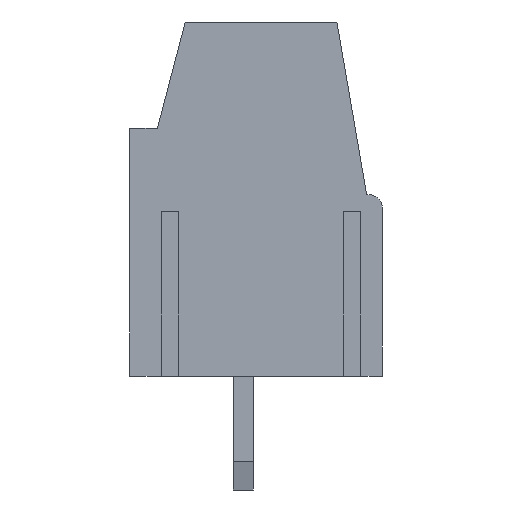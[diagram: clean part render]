
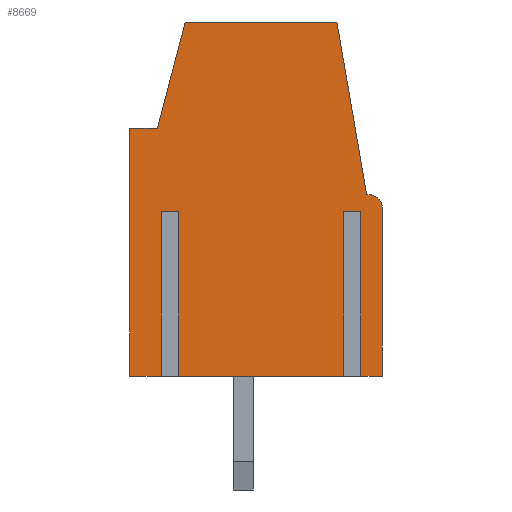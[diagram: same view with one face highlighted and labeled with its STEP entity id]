
A CAD part, left-side view. The second image highlights one B-rep face of the part: STEP entity #8669.
In plain terms, the highlighted planar face has unit normal (-1, 0, 0).
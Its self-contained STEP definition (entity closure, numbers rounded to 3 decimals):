
#139 = VERTEX_POINT ( 'NONE', #28933 ) ;
#297 = LINE ( 'NONE', #22917, #27227 ) ;
#400 = EDGE_CURVE ( 'NONE', #2128, #27353, #11667, .T. ) ;
#598 = EDGE_CURVE ( 'NONE', #23905, #27353, #21014, .T. ) ;
#603 = VECTOR ( 'NONE', #16316, 1000. ) ;
#738 = CARTESIAN_POINT ( 'NONE',  ( -7.62, 3.061, 6.5 ) ) ;
#1253 = ORIENTED_EDGE ( 'NONE', *, *, #13593, .T. ) ;
#1321 = ORIENTED_EDGE ( 'NONE', *, *, #20191, .F. ) ;
#1943 = CARTESIAN_POINT ( 'NONE',  ( -7.62, 5., 0. ) ) ;
#2128 = VERTEX_POINT ( 'NONE', #21230 ) ;
#2176 = EDGE_CURVE ( 'NONE', #21817, #9337, #26671, .T. ) ;
#2787 = CARTESIAN_POINT ( 'NONE',  ( -7.62, -4.374, 7.165 ) ) ;
#2951 = ORIENTED_EDGE ( 'NONE', *, *, #21954, .F. ) ;
#3330 = DIRECTION ( 'NONE',  ( 0., 0., -1. ) ) ;
#3477 = CARTESIAN_POINT ( 'NONE',  ( -7.62, -4.465, 6.638 ) ) ;
#3586 = LINE ( 'NONE', #15986, #4248 ) ;
#3778 = EDGE_CURVE ( 'NONE', #5762, #9337, #16290, .T. ) ;
#3856 = DIRECTION ( 'NONE',  ( 0., 0., -1. ) ) ;
#3949 = ORIENTED_EDGE ( 'NONE', *, *, #29285, .T. ) ;
#3990 = LINE ( 'NONE', #28246, #10889 ) ;
#4248 = VECTOR ( 'NONE', #30252, 1000. ) ;
#4406 = CARTESIAN_POINT ( 'NONE',  ( -7.62, 5., 0. ) ) ;
#4614 = AXIS2_PLACEMENT_3D ( 'NONE', #28704, #14617, #24046 ) ;
#4674 = DIRECTION ( 'NONE',  ( 0., 0., -1. ) ) ;
#4846 = CARTESIAN_POINT ( 'NONE',  ( -7.62, 6.052, 1.585 ) ) ;
#5362 = LINE ( 'NONE', #10661, #31437 ) ;
#5751 = CARTESIAN_POINT ( 'NONE',  ( -7.62, 0., 9.8 ) ) ;
#5762 = VERTEX_POINT ( 'NONE', #20711 ) ;
#6040 = DIRECTION ( 'NONE',  ( 1., 0., 0. ) ) ;
#6182 = VECTOR ( 'NONE', #3856, 1000. ) ;
#6270 = CARTESIAN_POINT ( 'NONE',  ( -7.62, -4.139, 7.666 ) ) ;
#6762 = VERTEX_POINT ( 'NONE', #30797 ) ;
#6778 = CARTESIAN_POINT ( 'NONE',  ( -7.62, 5., 14. ) ) ;
#8556 = CARTESIAN_POINT ( 'NONE',  ( -7.62, -4.139, 0. ) ) ;
#8588 = VECTOR ( 'NONE', #28615, 1000. ) ;
#8669 = ADVANCED_FACE ( 'NONE', ( #14464 ), #16506, .F. ) ;
#8986 = VERTEX_POINT ( 'NONE', #27859 ) ;
#9337 = VERTEX_POINT ( 'NONE', #12535 ) ;
#9388 = ORIENTED_EDGE ( 'NONE', *, *, #598, .F. ) ;
#9539 = VECTOR ( 'NONE', #19192, 1000. ) ;
#10015 = VERTEX_POINT ( 'NONE', #8556 ) ;
#10275 = LINE ( 'NONE', #5751, #11761 ) ;
#10661 = CARTESIAN_POINT ( 'NONE',  ( -7.62, 3.061, 6.5 ) ) ;
#10889 = VECTOR ( 'NONE', #21187, 1000. ) ;
#11014 = CARTESIAN_POINT ( 'NONE',  ( -7.62, 5., 9.8 ) ) ;
#11062 = ORIENTED_EDGE ( 'NONE', *, *, #28304, .T. ) ;
#11155 = ORIENTED_EDGE ( 'NONE', *, *, #400, .T. ) ;
#11175 = EDGE_CURVE ( 'NONE', #5762, #8986, #16942, .T. ) ;
#11621 = DIRECTION ( 'NONE',  ( 0., -0.253, 0.967 ) ) ;
#11667 = LINE ( 'NONE', #4406, #603 ) ;
#11761 = VECTOR ( 'NONE', #29863, 1000. ) ;
#11778 = CIRCLE ( 'NONE', #15886, 0.535 ) ;
#11806 = CARTESIAN_POINT ( 'NONE',  ( -7.62, -3.461, 7.666 ) ) ;
#11988 = EDGE_CURVE ( 'NONE', #14525, #2128, #21240, .T. ) ;
#12426 = VERTEX_POINT ( 'NONE', #2787 ) ;
#12535 = CARTESIAN_POINT ( 'NONE',  ( -7.62, -3.461, 0. ) ) ;
#13260 = ORIENTED_EDGE ( 'NONE', *, *, #23130, .F. ) ;
#13593 = EDGE_CURVE ( 'NONE', #22601, #21817, #22308, .T. ) ;
#14464 = FACE_OUTER_BOUND ( 'NONE', #28805, .T. ) ;
#14525 = VERTEX_POINT ( 'NONE', #11014 ) ;
#14617 = DIRECTION ( 'NONE',  ( 1., 0., 0. ) ) ;
#14915 = ORIENTED_EDGE ( 'NONE', *, *, #19427, .F. ) ;
#15193 = DIRECTION ( 'NONE',  ( 0., -1., 0. ) ) ;
#15205 = VERTEX_POINT ( 'NONE', #20008 ) ;
#15458 = CARTESIAN_POINT ( 'NONE',  ( -7.62, -3.2, 14. ) ) ;
#15696 = EDGE_CURVE ( 'NONE', #139, #6762, #23968, .T. ) ;
#15770 = CARTESIAN_POINT ( 'NONE',  ( -7.62, -5., 0. ) ) ;
#15886 = AXIS2_PLACEMENT_3D ( 'NONE', #3477, #6040, #23083 ) ;
#15986 = CARTESIAN_POINT ( 'NONE',  ( -7.62, 5., 0. ) ) ;
#16290 = LINE ( 'NONE', #11806, #9539 ) ;
#16316 = DIRECTION ( 'NONE',  ( 0., -1., 0. ) ) ;
#16333 = VECTOR ( 'NONE', #19164, 1000. ) ;
#16414 = LINE ( 'NONE', #6270, #6182 ) ;
#16506 = PLANE ( 'NONE',  #4614 ) ;
#16574 = DIRECTION ( 'NONE',  ( 0., -0.169, -0.986 ) ) ;
#16779 = CARTESIAN_POINT ( 'NONE',  ( -7.62, -4.139, 6.5 ) ) ;
#16893 = CARTESIAN_POINT ( 'NONE',  ( -7.62, 3.061, 7.666 ) ) ;
#16942 = LINE ( 'NONE', #16779, #25913 ) ;
#17075 = CARTESIAN_POINT ( 'NONE',  ( -7.62, 3.739, 0. ) ) ;
#18570 = ORIENTED_EDGE ( 'NONE', *, *, #25332, .F. ) ;
#18771 = DIRECTION ( 'NONE',  ( 0., 0., -1. ) ) ;
#19164 = DIRECTION ( 'NONE',  ( 0., -1., 0. ) ) ;
#19192 = DIRECTION ( 'NONE',  ( 0., 0., -1. ) ) ;
#19427 = EDGE_CURVE ( 'NONE', #12426, #15205, #11778, .T. ) ;
#20008 = CARTESIAN_POINT ( 'NONE',  ( -7.62, -5., 6.638 ) ) ;
#20191 = EDGE_CURVE ( 'NONE', #15205, #22920, #297, .T. ) ;
#20296 = ORIENTED_EDGE ( 'NONE', *, *, #15696, .F. ) ;
#20529 = ORIENTED_EDGE ( 'NONE', *, *, #3778, .F. ) ;
#20711 = CARTESIAN_POINT ( 'NONE',  ( -7.62, -3.461, 6.5 ) ) ;
#21014 = LINE ( 'NONE', #28893, #31356 ) ;
#21187 = DIRECTION ( 'NONE',  ( 0., -1., 0. ) ) ;
#21230 = CARTESIAN_POINT ( 'NONE',  ( -7.62, 5., 0. ) ) ;
#21240 = LINE ( 'NONE', #6778, #8588 ) ;
#21817 = VERTEX_POINT ( 'NONE', #22686 ) ;
#21954 = EDGE_CURVE ( 'NONE', #28487, #12426, #24106, .T. ) ;
#22029 = ORIENTED_EDGE ( 'NONE', *, *, #11175, .T. ) ;
#22308 = LINE ( 'NONE', #16893, #30185 ) ;
#22601 = VERTEX_POINT ( 'NONE', #738 ) ;
#22686 = CARTESIAN_POINT ( 'NONE',  ( -7.62, 3.061, 0. ) ) ;
#22892 = VECTOR ( 'NONE', #16574, 1000. ) ;
#22917 = CARTESIAN_POINT ( 'NONE',  ( -7.62, -5., 14. ) ) ;
#22920 = VERTEX_POINT ( 'NONE', #15770 ) ;
#23083 = DIRECTION ( 'NONE',  ( 0., 0., -1. ) ) ;
#23130 = EDGE_CURVE ( 'NONE', #14525, #139, #10275, .T. ) ;
#23190 = VECTOR ( 'NONE', #11621, 1000. ) ;
#23905 = VERTEX_POINT ( 'NONE', #26420 ) ;
#23968 = LINE ( 'NONE', #4846, #23190 ) ;
#24003 = DIRECTION ( 'NONE',  ( 0., -1., 0. ) ) ;
#24046 = DIRECTION ( 'NONE',  ( 0., 1., 0. ) ) ;
#24106 = LINE ( 'NONE', #28776, #22892 ) ;
#24468 = ORIENTED_EDGE ( 'NONE', *, *, #26111, .T. ) ;
#25332 = EDGE_CURVE ( 'NONE', #6762, #28487, #3990, .T. ) ;
#25660 = ORIENTED_EDGE ( 'NONE', *, *, #11988, .T. ) ;
#25913 = VECTOR ( 'NONE', #24003, 1000. ) ;
#26111 = EDGE_CURVE ( 'NONE', #10015, #22920, #3586, .T. ) ;
#26420 = CARTESIAN_POINT ( 'NONE',  ( -7.62, 3.739, 6.5 ) ) ;
#26671 = LINE ( 'NONE', #1943, #16333 ) ;
#27100 = ORIENTED_EDGE ( 'NONE', *, *, #2176, .T. ) ;
#27227 = VECTOR ( 'NONE', #3330, 1000. ) ;
#27353 = VERTEX_POINT ( 'NONE', #17075 ) ;
#27859 = CARTESIAN_POINT ( 'NONE',  ( -7.62, -4.139, 6.5 ) ) ;
#28246 = CARTESIAN_POINT ( 'NONE',  ( -7.62, 5., 14. ) ) ;
#28304 = EDGE_CURVE ( 'NONE', #8986, #10015, #16414, .T. ) ;
#28487 = VERTEX_POINT ( 'NONE', #15458 ) ;
#28615 = DIRECTION ( 'NONE',  ( 0., 0., -1. ) ) ;
#28704 = CARTESIAN_POINT ( 'NONE',  ( -7.62, 5., 14. ) ) ;
#28776 = CARTESIAN_POINT ( 'NONE',  ( -7.62, -5.445, 0.936 ) ) ;
#28805 = EDGE_LOOP ( 'NONE', ( #3949, #1253, #27100, #20529, #22029, #11062, #24468, #1321, #14915, #2951, #18570, #20296, #13260, #25660, #11155, #9388 ) ) ;
#28893 = CARTESIAN_POINT ( 'NONE',  ( -7.62, 3.739, 7.666 ) ) ;
#28933 = CARTESIAN_POINT ( 'NONE',  ( -7.62, 3.9, 9.8 ) ) ;
#29285 = EDGE_CURVE ( 'NONE', #23905, #22601, #5362, .T. ) ;
#29863 = DIRECTION ( 'NONE',  ( 0., -1., 0. ) ) ;
#30185 = VECTOR ( 'NONE', #4674, 1000. ) ;
#30252 = DIRECTION ( 'NONE',  ( 0., -1., 0. ) ) ;
#30797 = CARTESIAN_POINT ( 'NONE',  ( -7.62, 2.8, 14. ) ) ;
#31356 = VECTOR ( 'NONE', #18771, 1000. ) ;
#31437 = VECTOR ( 'NONE', #15193, 1000. ) ;
